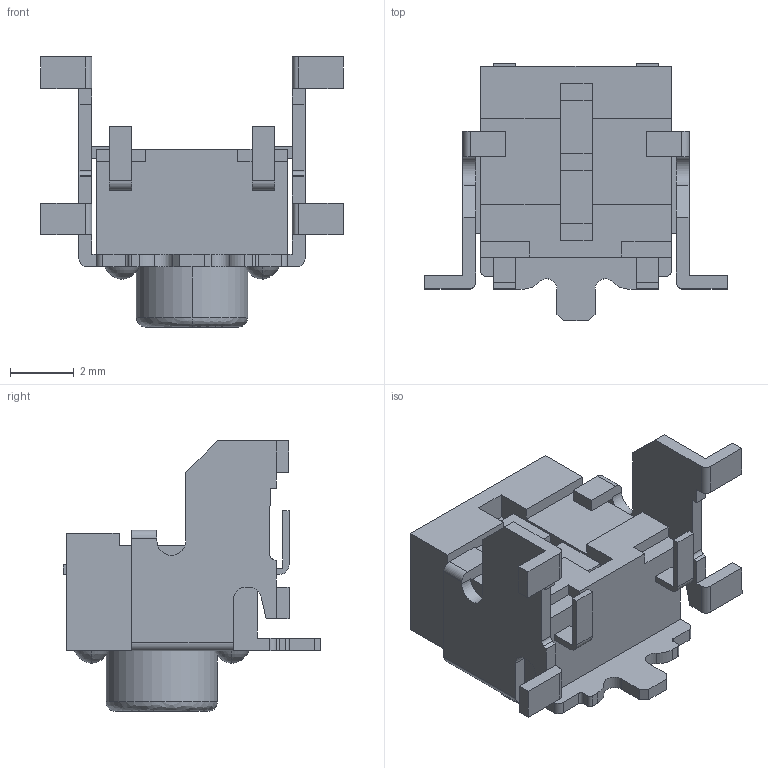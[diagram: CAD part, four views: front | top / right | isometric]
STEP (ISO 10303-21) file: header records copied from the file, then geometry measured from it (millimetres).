
FILE_DESCRIPTION (( 'STEP AP214' ), '1' );
FILE_NAME ('TL3336AF160Q.STEP', '2023-03-07T06:36:37', ( '' ), ( '' ), 'SwSTEP 2.0', 'SolidWorks 2017', '' );
FILE_SCHEMA (( 'AUTOMOTIVE_DESIGN' ));
Length unit declared in the file: millimetre
Products named in the file (2): TL3336AF160Q; TL3336AF160Q_TL3336AF160Q
Assembly tree (1 placements, depth 2):
  TL3336AF160Q
    TL3336AF160Q_TL3336AF160Q
Bounding box: 9.5 x 8.1 x 8.5 mm (x, y, z)
Volume: 125.4 mm3; surface area: 462.9 mm2
Topology: 2 solids, 2 shells, 252 faces, 702 edges, 455 vertices
Faces by surface type: plane 161, cylinder 67, bspline 14, torus 8, cone 2
Entity records: 8496 total; most frequent: CARTESIAN_POINT 2096, ORIENTED_EDGE 1388, DIRECTION 1233, EDGE_CURVE 694, VECTOR 507, LINE 507, VERTEX_POINT 455, AXIS2_PLACEMENT_3D 363
